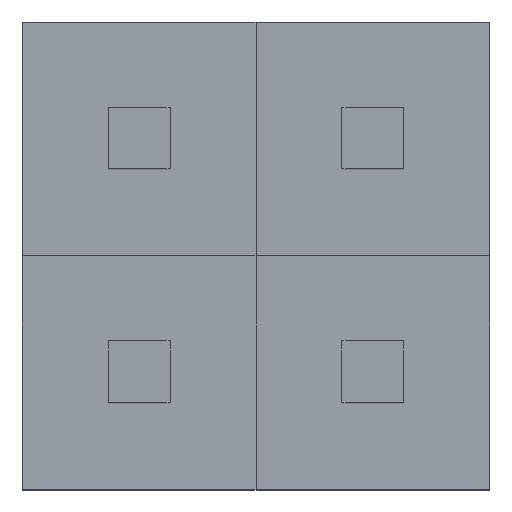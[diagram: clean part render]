
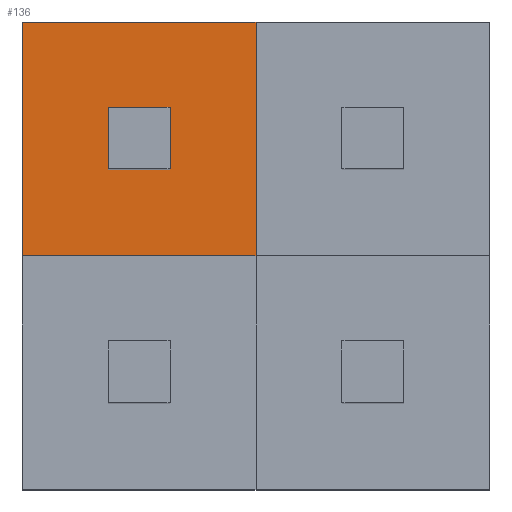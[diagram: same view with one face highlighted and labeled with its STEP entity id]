
A CAD part, top view. The second image highlights one B-rep face of the part: STEP entity #136.
In plain terms, the highlighted planar face has unit normal (0, 0, 1).
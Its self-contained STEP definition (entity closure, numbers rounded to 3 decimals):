
#13=DIRECTION('',(0.,0.,1.));
#14=DIRECTION('',(1.,0.,0.));
#58=VERTEX_POINT('',#59);
#59=CARTESIAN_POINT('',(-1.27,-1.271,2.5));
#67=VECTOR('',#68,1.);
#68=DIRECTION('',(0.,1.,0.));
#71=VERTEX_POINT('',#72);
#72=CARTESIAN_POINT('',(-1.27,1.271,2.5));
#74=ORIENTED_EDGE('',*,*,#75,.F.);
#75=EDGE_CURVE('',#58,#71,#76,.T.);
#76=LINE('',#59,#67);
#86=VERTEX_POINT('',#87);
#87=CARTESIAN_POINT('',(1.27,-1.271,2.5));
#96=VERTEX_POINT('',#97);
#97=CARTESIAN_POINT('',(1.27,1.271,2.5));
#100=EDGE_CURVE('',#86,#96,#101,.T.);
#101=LINE('',#87,#67);
#110=VECTOR('',#14,1.);
#112=ORIENTED_EDGE('',*,*,#113,.T.);
#113=EDGE_CURVE('',#58,#86,#114,.T.);
#114=LINE('',#59,#110);
#124=EDGE_CURVE('',#71,#96,#125,.T.);
#125=LINE('',#72,#110);
#136=ADVANCED_FACE('',(#137),#141,.T.);
#137=FACE_BOUND('',#138,.T.);
#138=EDGE_LOOP('',(#74,#112,#139,#140));
#139=ORIENTED_EDGE('',*,*,#100,.T.);
#140=ORIENTED_EDGE('',*,*,#124,.F.);
#141=PLANE('',#142);
#142=AXIS2_PLACEMENT_3D('',#59,#13,#14);
